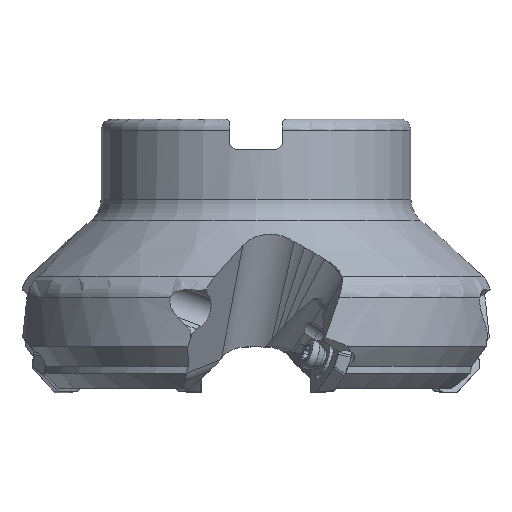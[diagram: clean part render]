
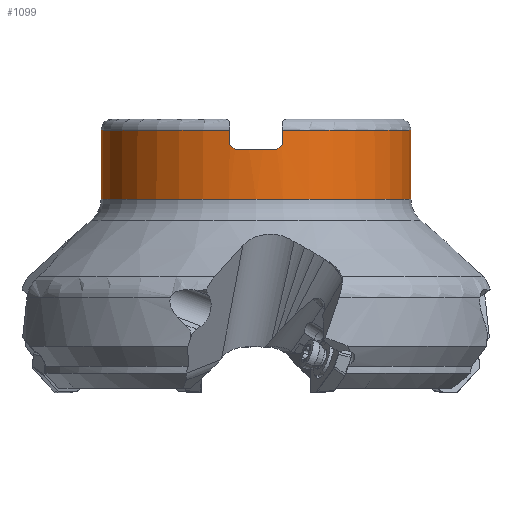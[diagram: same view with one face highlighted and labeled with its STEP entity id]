
A CAD part, front view. The second image highlights one B-rep face of the part: STEP entity #1099.
In plain terms, the highlighted cylindrical face has radius 28 mm (diameter 56 mm), a partial arc.
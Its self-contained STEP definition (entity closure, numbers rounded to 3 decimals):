
#213=CYLINDRICAL_SURFACE('',#12011,28.);
#775=B_SPLINE_CURVE_WITH_KNOTS('',3,(#18264,#18265,#18266,#18267),
 .UNSPECIFIED.,.F.,.F.,(4,4),(0.,1.),.UNSPECIFIED.);
#792=B_SPLINE_CURVE_WITH_KNOTS('',3,(#18529,#18530,#18531,#18532),
 .UNSPECIFIED.,.F.,.F.,(4,4),(0.,1.),.UNSPECIFIED.);
#1099=ADVANCED_FACE('',(#1971),#213,.T.);
#1971=FACE_OUTER_BOUND('',#2573,.T.);
#2573=EDGE_LOOP('',(#5304,#5305,#5306,#5307,#5308,#5309,#5310,#5311,#5312,
#5313));
#3209=LINE('',#18271,#3905);
#3227=LINE('',#18407,#3923);
#3228=LINE('',#18411,#3924);
#3234=LINE('',#18525,#3930);
#3905=VECTOR('',#13690,1.);
#3923=VECTOR('',#13738,1.);
#3924=VECTOR('',#13741,1.);
#3930=VECTOR('',#13781,1.);
#5304=ORIENTED_EDGE('',*,*,#9412,.T.);
#5305=ORIENTED_EDGE('',*,*,#9407,.F.);
#5306=ORIENTED_EDGE('',*,*,#9431,.T.);
#5307=ORIENTED_EDGE('',*,*,#9405,.F.);
#5308=ORIENTED_EDGE('',*,*,#9432,.T.);
#5309=ORIENTED_EDGE('',*,*,#9370,.F.);
#5310=ORIENTED_EDGE('',*,*,#9368,.F.);
#5311=ORIENTED_EDGE('',*,*,#9366,.T.);
#5312=ORIENTED_EDGE('',*,*,#9430,.F.);
#5313=ORIENTED_EDGE('',*,*,#9428,.F.);
#8145=VERTEX_POINT('',#18259);
#8146=VERTEX_POINT('',#18261);
#8147=VERTEX_POINT('',#18268);
#8148=VERTEX_POINT('',#18272);
#8174=VERTEX_POINT('',#18406);
#8175=VERTEX_POINT('',#18408);
#8176=VERTEX_POINT('',#18410);
#8177=VERTEX_POINT('',#18412);
#8181=VERTEX_POINT('',#18444);
#8190=VERTEX_POINT('',#18526);
#9366=EDGE_CURVE('',#8146,#8145,#10787,.T.);
#9368=EDGE_CURVE('',#8146,#8147,#775,.T.);
#9370=EDGE_CURVE('',#8147,#8148,#3209,.T.);
#9405=EDGE_CURVE('',#8174,#8175,#3227,.T.);
#9407=EDGE_CURVE('',#8176,#8177,#3228,.T.);
#9412=EDGE_CURVE('',#8181,#8177,#10799,.T.);
#9428=EDGE_CURVE('',#8181,#8190,#3234,.T.);
#9430=EDGE_CURVE('',#8190,#8145,#792,.T.);
#9431=EDGE_CURVE('',#8176,#8175,#10805,.T.);
#9432=EDGE_CURVE('',#8174,#8148,#10806,.T.);
#10787=CIRCLE('',#11971,28.);
#10799=CIRCLE('',#11994,28.);
#10805=CIRCLE('',#12009,28.);
#10806=CIRCLE('',#12010,28.);
#11971=AXIS2_PLACEMENT_3D('',#18260,#13682,#13683);
#11994=AXIS2_PLACEMENT_3D('',#18443,#13750,#13751);
#12009=AXIS2_PLACEMENT_3D('',#18534,#13787,#13788);
#12010=AXIS2_PLACEMENT_3D('',#18535,#13789,#13790);
#12011=AXIS2_PLACEMENT_3D('',#18536,#13791,#13792);
#13682=DIRECTION('',(0.,0.,-1.));
#13683=DIRECTION('',(0.134,-0.991,0.));
#13690=DIRECTION('',(0.,0.,1.));
#13738=DIRECTION('',(0.,0.,-1.));
#13741=DIRECTION('',(0.,0.,1.));
#13750=DIRECTION('',(0.,0.,-1.));
#13751=DIRECTION('',(-0.17,-0.985,0.));
#13781=DIRECTION('',(0.,0.,-1.));
#13787=DIRECTION('',(0.,0.,1.));
#13788=DIRECTION('',(-1.,0.,0.));
#13789=DIRECTION('',(0.,0.,-1.));
#13790=DIRECTION('',(1.,0.,0.));
#13791=DIRECTION('',(0.,0.,-1.));
#13792=DIRECTION('',(1.,0.,0.));
#18259=CARTESIAN_POINT('',(-3.763,-27.746,-5.56));
#18260=CARTESIAN_POINT('',(0.,0.,-5.56));
#18261=CARTESIAN_POINT('',(3.763,-27.746,-5.56));
#18264=CARTESIAN_POINT('',(3.763,-27.746,-5.56));
#18265=CARTESIAN_POINT('',(4.096,-27.701,-5.226));
#18266=CARTESIAN_POINT('',(4.43,-27.649,-4.893));
#18267=CARTESIAN_POINT('',(4.763,-27.592,-4.56));
#18268=CARTESIAN_POINT('',(4.763,-27.592,-4.56));
#18271=CARTESIAN_POINT('',(4.763,-27.592,-4.56));
#18272=CARTESIAN_POINT('',(4.763,-27.592,-2.));
#18406=CARTESIAN_POINT('',(28.,0.,-2.));
#18407=CARTESIAN_POINT('',(28.,0.,-2.));
#18408=CARTESIAN_POINT('',(28.,0.,-14.486));
#18410=CARTESIAN_POINT('',(-28.,0.,-14.486));
#18411=CARTESIAN_POINT('',(-28.,0.,-14.486));
#18412=CARTESIAN_POINT('',(-28.,0.,-2.));
#18443=CARTESIAN_POINT('',(0.,0.,-2.));
#18444=CARTESIAN_POINT('',(-4.763,-27.592,-2.));
#18525=CARTESIAN_POINT('',(-4.763,-27.592,-2.));
#18526=CARTESIAN_POINT('',(-4.763,-27.592,-4.56));
#18529=CARTESIAN_POINT('',(-4.763,-27.592,-4.56));
#18530=CARTESIAN_POINT('',(-4.43,-27.649,-4.893));
#18531=CARTESIAN_POINT('',(-4.096,-27.701,-5.226));
#18532=CARTESIAN_POINT('',(-3.763,-27.746,-5.56));
#18534=CARTESIAN_POINT('',(0.,0.,-14.486));
#18535=CARTESIAN_POINT('',(0.,0.,-2.));
#18536=CARTESIAN_POINT('',(0.,0.,-1.75));
